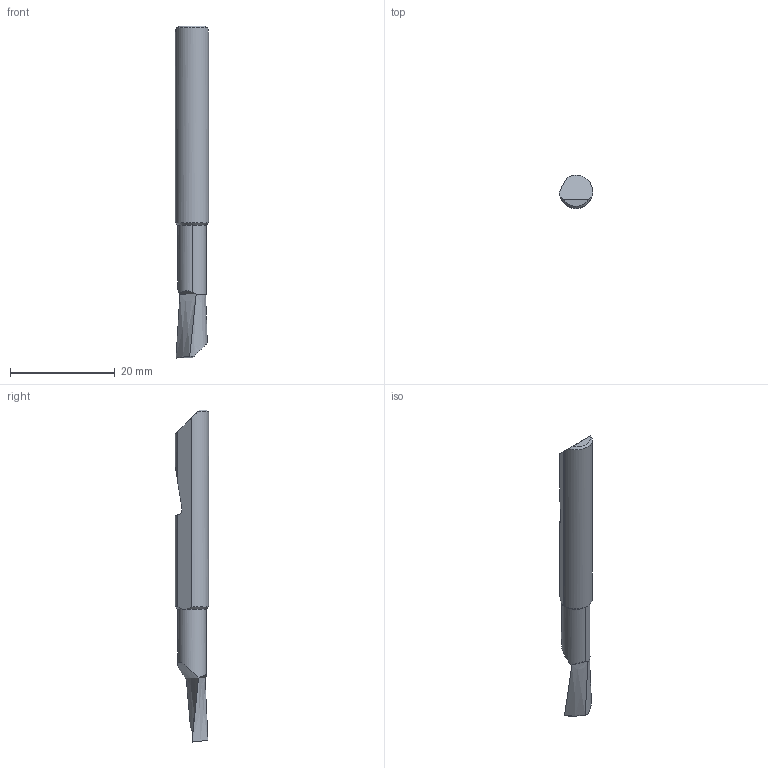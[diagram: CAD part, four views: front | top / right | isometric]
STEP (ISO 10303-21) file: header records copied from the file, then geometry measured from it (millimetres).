
FILE_DESCRIPTION (( 'STEP AP214' ), '1' );
FILE_NAME ('Micro_QHBBC-2401000-004.STEP', '2021-08-31T12:58:55', ( '' ), ( '' ), 'SwSTEP 2.0', 'SolidWorks 2020', '' );
FILE_SCHEMA (( 'AUTOMOTIVE_DESIGN' ));
Length unit declared in the file: inch
Products named in the file (1): Micro_QHBBC-2401000-004
Bounding box: 6.35 x 6.35 x 63.5 mm (x, y, z)
Volume: 1513.2 mm3; surface area: 1162.7 mm2
Topology: 1 solids, 1 shells, 23 faces, 58 edges, 37 vertices
Faces by surface type: plane 8, cylinder 7, cone 5, bspline 3
Entity records: 1414 total; most frequent: CARTESIAN_POINT 891, ORIENTED_EDGE 116, DIRECTION 82, EDGE_CURVE 58, VERTEX_POINT 37, AXIS2_PLACEMENT_3D 33, FACE_OUTER_BOUND 23, EDGE_LOOP 23
